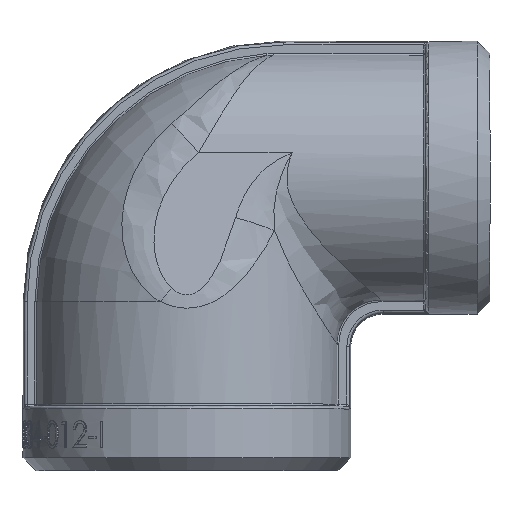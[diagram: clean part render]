
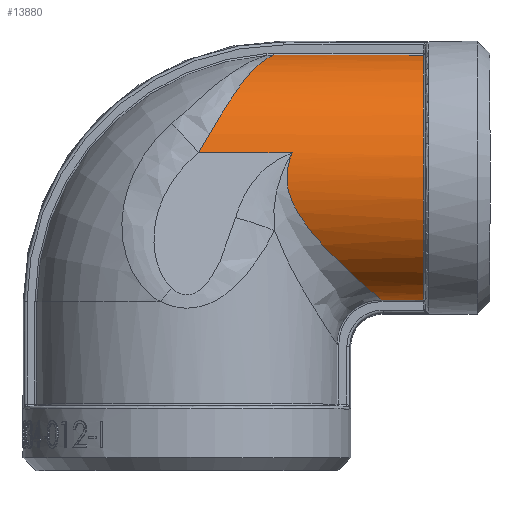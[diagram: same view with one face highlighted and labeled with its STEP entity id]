
A CAD part, top view. The second image highlights one B-rep face of the part: STEP entity #13880.
In plain terms, the highlighted cylindrical face has radius 12.5 mm (diameter 25 mm), a partial arc.
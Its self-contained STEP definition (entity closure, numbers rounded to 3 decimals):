
#1240 = VECTOR ( 'NONE', #7834, 1000. ) ;
#1244 = CIRCLE ( 'NONE', #1250, 12.5 ) ;
#1250 = AXIS2_PLACEMENT_3D ( 'NONE', #7848, #7842, #7854 ) ;
#1362 = VECTOR ( 'NONE', #5977, 1000. ) ;
#1373 = CARTESIAN_POINT ( 'NONE',  ( 10.592, 2.453, 12.257 ) ) ;
#1582 = VECTOR ( 'NONE', #18781, 1000. ) ;
#1805 = AXIS2_PLACEMENT_3D ( 'NONE', #20295, #20272, #20280 ) ;
#5378 = EDGE_CURVE ( 'NONE', #10919, #10942, #15213, .T. ) ;
#5381 = EDGE_CURVE ( 'NONE', #6900, #6931, #7777, .T. ) ;
#5385 = EDGE_CURVE ( 'NONE', #6931, #10960, #1244, .T. ) ;
#5415 = EDGE_CURVE ( 'NONE', #6900, #7013, #15205, .T. ) ;
#5433 = EDGE_CURVE ( 'NONE', #10919, #7013, #6007, .T. ) ;
#5977 = DIRECTION ( 'NONE',  ( 1., 0., 0. ) ) ;
#5996 = CARTESIAN_POINT ( 'NONE',  ( 15.25, 2.453, 12.257 ) ) ;
#6007 = LINE ( 'NONE', #5996, #1362 ) ;
#6027 = CARTESIAN_POINT ( 'NONE',  ( 19.529, -12.311, 2.165 ) ) ;
#6069 = CARTESIAN_POINT ( 'NONE',  ( 23.8, -12.311, 2.165 ) ) ;
#6900 = VERTEX_POINT ( 'NONE', #6027 ) ;
#6931 = VERTEX_POINT ( 'NONE', #6069 ) ;
#7013 = VERTEX_POINT ( 'NONE', #1373 ) ;
#7335 = CARTESIAN_POINT ( 'NONE',  ( 23.8, 12.311, 2.165 ) ) ;
#7353 = CARTESIAN_POINT ( 'NONE',  ( 1.158, 2.453, 12.257 ) ) ;
#7358 = CARTESIAN_POINT ( 'NONE',  ( 8.734, 12.311, 2.165 ) ) ;
#7777 = LINE ( 'NONE', #7844, #1240 ) ;
#7792 = CARTESIAN_POINT ( 'NONE',  ( 3.046, 5.723, 11.27 ) ) ;
#7798 = CARTESIAN_POINT ( 'NONE',  ( 1.158, 2.453, 12.257 ) ) ;
#7802 = CARTESIAN_POINT ( 'NONE',  ( 4.898, 8.666, 9.21 ) ) ;
#7803 = CARTESIAN_POINT ( 'NONE',  ( 6.673, 11.038, 6.399 ) ) ;
#7804 = CARTESIAN_POINT ( 'NONE',  ( 8.056, 12.06, 3.594 ) ) ;
#7805 = CARTESIAN_POINT ( 'NONE',  ( 1.919, 3.774, 11.993 ) ) ;
#7806 = CARTESIAN_POINT ( 'NONE',  ( 8.734, 12.311, 2.165 ) ) ;
#7834 = DIRECTION ( 'NONE',  ( 1., 0., 0. ) ) ;
#7842 = DIRECTION ( 'NONE',  ( -1., 0., 0. ) ) ;
#7844 = CARTESIAN_POINT ( 'NONE',  ( 15.25, -12.311, 2.165 ) ) ;
#7848 = CARTESIAN_POINT ( 'NONE',  ( 23.8, 0., 0. ) ) ;
#7854 = DIRECTION ( 'NONE',  ( 0., 0., 1. ) ) ;
#7883 = CARTESIAN_POINT ( 'NONE',  ( 19.529, -12.311, 2.165 ) ) ;
#7884 = CARTESIAN_POINT ( 'NONE',  ( 13.669, -6.984, 10.626 ) ) ;
#7893 = CARTESIAN_POINT ( 'NONE',  ( 10.592, 2.453, 12.257 ) ) ;
#7897 = CARTESIAN_POINT ( 'NONE',  ( 11.024, -3.621, 12.081 ) ) ;
#7905 = CARTESIAN_POINT ( 'NONE',  ( 9.778, -0.623, 12.616 ) ) ;
#7910 = CARTESIAN_POINT ( 'NONE',  ( 17.254, -10.355, 7.699 ) ) ;
#7923 = CARTESIAN_POINT ( 'NONE',  ( 19.132, -11.971, 4.093 ) ) ;
#7925 = CARTESIAN_POINT ( 'NONE',  ( 10.177, 1.483, 12.451 ) ) ;
#10919 = VERTEX_POINT ( 'NONE', #7353 ) ;
#10942 = VERTEX_POINT ( 'NONE', #7358 ) ;
#10960 = VERTEX_POINT ( 'NONE', #7335 ) ;
#11926 = EDGE_LOOP ( 'NONE', ( #22394, #22395, #22451, #22456, #22446, #22463 ) ) ;
#13471 = EDGE_CURVE ( 'NONE', #10960, #10942, #18731, .T. ) ;
#13880 = ADVANCED_FACE ( 'NONE', ( #20296 ), #20250, .T. ) ;
#15205 = B_SPLINE_CURVE_WITH_KNOTS ( 'NONE', 3,
 ( #7883, #7923, #7910, #7884, #7897, #7905, #7925, #7893 ),
 .UNSPECIFIED., .F., .F.,
 ( 4, 1, 1, 1, 1, 4 ),
 ( 0.008, 0.282, 0.569, 0.713, 0.856, 1. ),
 .UNSPECIFIED. ) ;
#15213 = B_SPLINE_CURVE_WITH_KNOTS ( 'NONE', 3,
 ( #7798, #7805, #7792, #7802, #7803, #7804, #7806 ),
 .UNSPECIFIED., .F., .F.,
 ( 4, 1, 1, 1, 4 ),
 ( 0., 0.286, 0.429, 0.714, 0.989 ),
 .UNSPECIFIED. ) ;
#18731 = LINE ( 'NONE', #18741, #1582 ) ;
#18741 = CARTESIAN_POINT ( 'NONE',  ( 15.25, 12.311, 2.165 ) ) ;
#18781 = DIRECTION ( 'NONE',  ( -1., 0., 0. ) ) ;
#20250 = CYLINDRICAL_SURFACE ( 'NONE', #1805, 12.5 ) ;
#20272 = DIRECTION ( 'NONE',  ( 1., 0., 0. ) ) ;
#20280 = DIRECTION ( 'NONE',  ( 0., 1., 0. ) ) ;
#20295 = CARTESIAN_POINT ( 'NONE',  ( 15.25, 0., 0. ) ) ;
#20296 = FACE_OUTER_BOUND ( 'NONE', #11926, .T. ) ;
#22394 = ORIENTED_EDGE ( 'NONE', *, *, #5415, .F. ) ;
#22395 = ORIENTED_EDGE ( 'NONE', *, *, #5381, .T. ) ;
#22446 = ORIENTED_EDGE ( 'NONE', *, *, #5378, .F. ) ;
#22451 = ORIENTED_EDGE ( 'NONE', *, *, #5385, .T. ) ;
#22456 = ORIENTED_EDGE ( 'NONE', *, *, #13471, .T. ) ;
#22463 = ORIENTED_EDGE ( 'NONE', *, *, #5433, .T. ) ;
